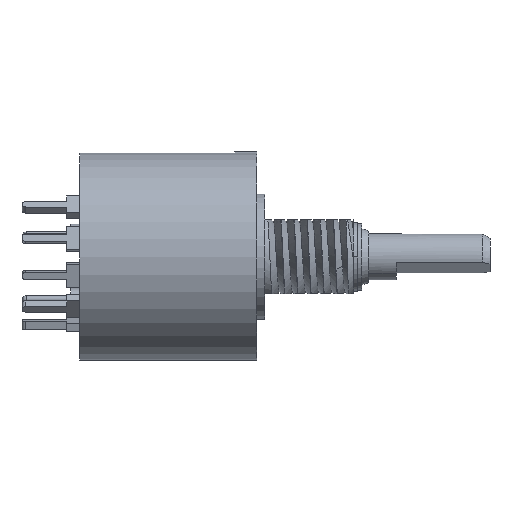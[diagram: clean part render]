
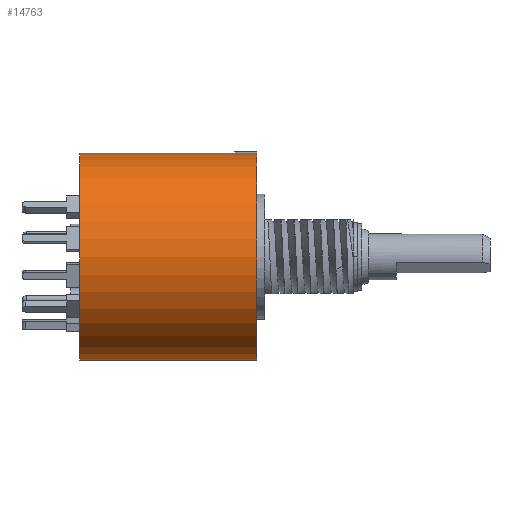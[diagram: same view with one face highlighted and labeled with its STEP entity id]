
A CAD part, front view. The second image highlights one B-rep face of the part: STEP entity #14763.
In plain terms, the highlighted cylindrical face has radius 7.163 mm (diameter 14.326 mm), a partial arc.
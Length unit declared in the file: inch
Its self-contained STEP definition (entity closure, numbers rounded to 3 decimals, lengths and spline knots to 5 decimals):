
#2597=DIRECTION('',(1.,0.,0.));
#2598=VECTOR('',#2597,0.423);
#2599=CARTESIAN_POINT('',(-0.415,0.,0.282));
#2600=LINE('',#2599,#2598);
#2606=DIRECTION('',(1.,0.,0.));
#2607=VECTOR('',#2606,0.483);
#2608=CARTESIAN_POINT('',(-0.415,0.,-0.282));
#2609=LINE('',#2608,#2607);
#2629=CARTESIAN_POINT('',(0.068,0.,0.));
#2630=DIRECTION('',(1.,0.,0.));
#2631=DIRECTION('',(0.,0.,1.));
#2632=AXIS2_PLACEMENT_3D('',#2629,#2630,#2631);
#2638=DIRECTION('',(1.,0.,0.));
#2639=VECTOR('',#2638,0.06);
#2640=CARTESIAN_POINT('',(0.008,0.,0.282));
#2641=LINE('',#2640,#2639);
#2642=CARTESIAN_POINT('',(-0.415,0.,0.));
#2643=DIRECTION('',(1.,0.,0.));
#2644=DIRECTION('',(0.,0.,1.));
#2645=AXIS2_PLACEMENT_3D('',#2642,#2643,#2644);
#9724=CARTESIAN_POINT('',(-0.415,0.,-0.282));
#9725=CARTESIAN_POINT('',(0.068,0.,-0.282));
#9726=VERTEX_POINT('',#9724);
#9727=VERTEX_POINT('',#9725);
#9732=CARTESIAN_POINT('',(-0.415,0.,0.282));
#9733=VERTEX_POINT('',#9732);
#10022=CARTESIAN_POINT('',(0.008,0.,0.282));
#10023=CARTESIAN_POINT('',(0.068,0.,0.282));
#10024=VERTEX_POINT('',#10022);
#10025=VERTEX_POINT('',#10023);
#14750=CARTESIAN_POINT('',(-0.45225,0.,0.));
#14751=DIRECTION('',(1.,0.,0.));
#14752=DIRECTION('',(0.,0.,1.));
#14753=AXIS2_PLACEMENT_3D('',#14750,#14751,#14752);
#14754=CYLINDRICAL_SURFACE('',#14753,0.282);
#14756=ORIENTED_EDGE('',*,*,#14755,.T.);
#14757=ORIENTED_EDGE('',*,*,#14737,.T.);
#14758=ORIENTED_EDGE('',*,*,#14694,.F.);
#14759=ORIENTED_EDGE('',*,*,#14675,.F.);
#14760=ORIENTED_EDGE('',*,*,#14691,.T.);
#14761=EDGE_LOOP('',(#14756,#14757,#14758,#14759,#14760));
#14762=FACE_OUTER_BOUND('',#14761,.F.);
#14763=ADVANCED_FACE('',(#14762),#14754,.T.);
#2633=CIRCLE('',#2632,0.282);
#2646=CIRCLE('',#2645,0.282);
#14675=EDGE_CURVE('',#9733,#9726,#2646,.T.);
#14691=EDGE_CURVE('',#9733,#10024,#2600,.T.);
#14694=EDGE_CURVE('',#9726,#9727,#2609,.T.);
#14737=EDGE_CURVE('',#10025,#9727,#2633,.T.);
#14755=EDGE_CURVE('',#10024,#10025,#2641,.T.);
